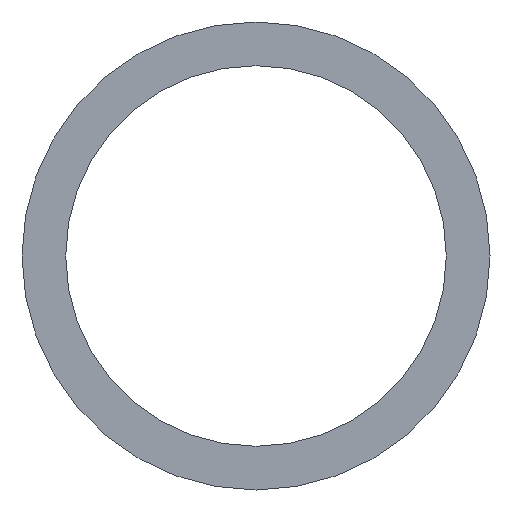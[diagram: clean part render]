
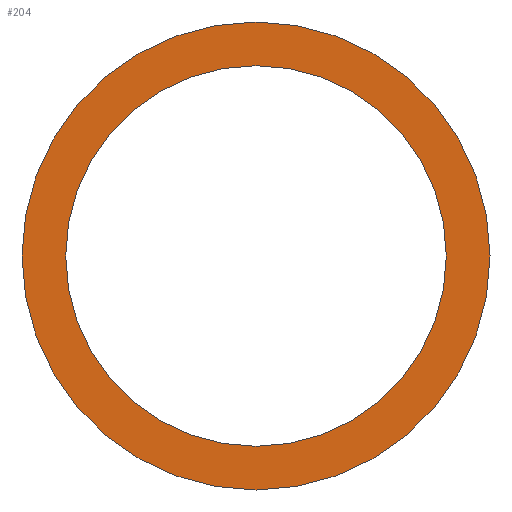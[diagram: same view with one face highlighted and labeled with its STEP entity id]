
A CAD part, front view. The second image highlights one B-rep face of the part: STEP entity #204.
In plain terms, the highlighted planar face has unit normal (0, -1, 0).
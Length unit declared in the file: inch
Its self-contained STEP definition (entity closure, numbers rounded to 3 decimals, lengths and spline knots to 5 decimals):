
#38 = DIRECTION ( 'NONE',  ( 0., 0., 1. ) ) ;
#39 = VERTEX_POINT ( 'NONE', #76 ) ;
#46 = DIRECTION ( 'NONE',  ( 0., 1., 0. ) ) ;
#47 = CARTESIAN_POINT ( 'NONE',  ( 0., 0., 0. ) ) ;
#55 = EDGE_CURVE ( 'NONE', #211, #39, #133, .T. ) ;
#56 = DIRECTION ( 'NONE',  ( 0., 0., 1. ) ) ;
#58 = DIRECTION ( 'NONE',  ( 0., 1., 0. ) ) ;
#60 = CIRCLE ( 'NONE', #130, 0.15235 ) ;
#63 = EDGE_CURVE ( 'NONE', #232, #212, #136, .T. ) ;
#67 = CARTESIAN_POINT ( 'NONE',  ( 0., 0., 0. ) ) ;
#68 = FACE_OUTER_BOUND ( 'NONE', #193, .T. ) ;
#72 = CIRCLE ( 'NONE', #156, 0.18735 ) ;
#76 = CARTESIAN_POINT ( 'NONE',  ( 0., 0., 0.18735 ) ) ;
#77 = FACE_BOUND ( 'NONE', #209, .T. ) ;
#81 = CARTESIAN_POINT ( 'NONE',  ( 0., 0., -0.15235 ) ) ;
#82 = CARTESIAN_POINT ( 'NONE',  ( 0., 0., -0.18735 ) ) ;
#90 = DIRECTION ( 'NONE',  ( 0., 0., 1. ) ) ;
#92 = DIRECTION ( 'NONE',  ( 0., 1., 0. ) ) ;
#94 = PLANE ( 'NONE',  #143 ) ;
#112 = CARTESIAN_POINT ( 'NONE',  ( 0., 0., 0. ) ) ;
#130 = AXIS2_PLACEMENT_3D ( 'NONE', #67, #58, #56 ) ;
#133 = CIRCLE ( 'NONE', #164, 0.18735 ) ;
#134 = CARTESIAN_POINT ( 'NONE',  ( 0., 0., 0.15235 ) ) ;
#136 = CIRCLE ( 'NONE', #140, 0.15235 ) ;
#140 = AXIS2_PLACEMENT_3D ( 'NONE', #221, #218, #213 ) ;
#143 = AXIS2_PLACEMENT_3D ( 'NONE', #112, #92, #90 ) ;
#156 = AXIS2_PLACEMENT_3D ( 'NONE', #47, #46, #38 ) ;
#164 = AXIS2_PLACEMENT_3D ( 'NONE', #238, #236, #235 ) ;
#193 = EDGE_LOOP ( 'NONE', ( #208, #214 ) ) ;
#204 = ADVANCED_FACE ( 'NONE', ( #68, #77 ), #94, .F. ) ;
#208 = ORIENTED_EDGE ( 'NONE', *, *, #55, .F. ) ;
#209 = EDGE_LOOP ( 'NONE', ( #219, #220 ) ) ;
#211 = VERTEX_POINT ( 'NONE', #82 ) ;
#212 = VERTEX_POINT ( 'NONE', #81 ) ;
#213 = DIRECTION ( 'NONE',  ( 0., 0., 1. ) ) ;
#214 = ORIENTED_EDGE ( 'NONE', *, *, #243, .F. ) ;
#218 = DIRECTION ( 'NONE',  ( 0., 1., 0. ) ) ;
#219 = ORIENTED_EDGE ( 'NONE', *, *, #231, .T. ) ;
#220 = ORIENTED_EDGE ( 'NONE', *, *, #63, .T. ) ;
#221 = CARTESIAN_POINT ( 'NONE',  ( 0., 0., 0. ) ) ;
#231 = EDGE_CURVE ( 'NONE', #212, #232, #60, .T. ) ;
#232 = VERTEX_POINT ( 'NONE', #134 ) ;
#235 = DIRECTION ( 'NONE',  ( 0., 0., 1. ) ) ;
#236 = DIRECTION ( 'NONE',  ( 0., 1., 0. ) ) ;
#238 = CARTESIAN_POINT ( 'NONE',  ( 0., 0., 0. ) ) ;
#243 = EDGE_CURVE ( 'NONE', #39, #211, #72, .T. ) ;
